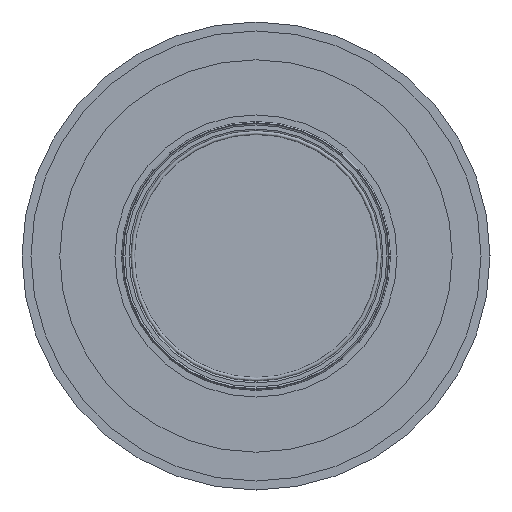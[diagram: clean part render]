
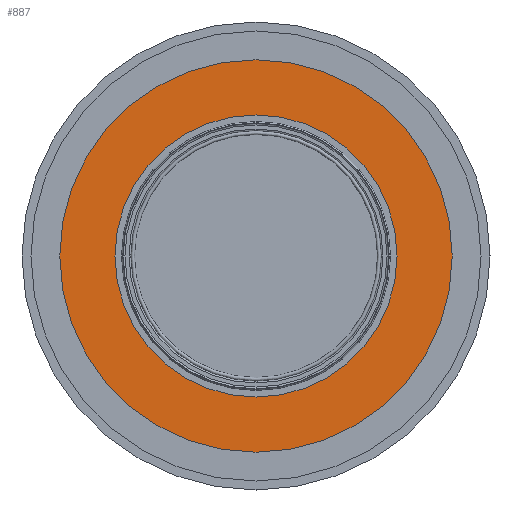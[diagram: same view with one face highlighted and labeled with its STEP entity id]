
A CAD part, front view. The second image highlights one B-rep face of the part: STEP entity #887.
In plain terms, the highlighted planar face has unit normal (0, -1, 0).
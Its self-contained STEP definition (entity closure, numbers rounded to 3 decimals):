
#10 = DIRECTION ( 'NONE',  ( 0., 0., 1. ) ) ;
#113 = DIRECTION ( 'NONE',  ( 0., 1., 0. ) ) ;
#165 = CARTESIAN_POINT ( 'NONE',  ( 0., -12., 54.5 ) ) ;
#175 = AXIS2_PLACEMENT_3D ( 'NONE', #723, #247, #866 ) ;
#224 = EDGE_CURVE ( 'NONE', #552, #552, #759, .T. ) ;
#247 = DIRECTION ( 'NONE',  ( 0., -1., 0. ) ) ;
#370 = CARTESIAN_POINT ( 'NONE',  ( 0., -12., 0. ) ) ;
#435 = CIRCLE ( 'NONE', #897, 39.17 ) ;
#439 = CARTESIAN_POINT ( 'NONE',  ( 0., -12., 39.17 ) ) ;
#450 = EDGE_CURVE ( 'NONE', #677, #677, #435, .T. ) ;
#500 = DIRECTION ( 'NONE',  ( 0., 1., 0. ) ) ;
#516 = PLANE ( 'NONE',  #175 ) ;
#526 = CARTESIAN_POINT ( 'NONE',  ( 0., -12., 0. ) ) ;
#552 = VERTEX_POINT ( 'NONE', #165 ) ;
#660 = EDGE_LOOP ( 'NONE', ( #686 ) ) ;
#677 = VERTEX_POINT ( 'NONE', #439 ) ;
#686 = ORIENTED_EDGE ( 'NONE', *, *, #224, .F. ) ;
#712 = FACE_OUTER_BOUND ( 'NONE', #660, .T. ) ;
#722 = FACE_BOUND ( 'NONE', #807, .T. ) ;
#723 = CARTESIAN_POINT ( 'NONE',  ( 39.17, -12., 0. ) ) ;
#737 = DIRECTION ( 'NONE',  ( 0., 0., 1. ) ) ;
#759 = CIRCLE ( 'NONE', #894, 54.5 ) ;
#807 = EDGE_LOOP ( 'NONE', ( #876 ) ) ;
#866 = DIRECTION ( 'NONE',  ( 0., 0., -1. ) ) ;
#876 = ORIENTED_EDGE ( 'NONE', *, *, #450, .T. ) ;
#887 = ADVANCED_FACE ( 'NONE', ( #722, #712 ), #516, .T. ) ;
#894 = AXIS2_PLACEMENT_3D ( 'NONE', #526, #113, #737 ) ;
#897 = AXIS2_PLACEMENT_3D ( 'NONE', #370, #500, #10 ) ;
